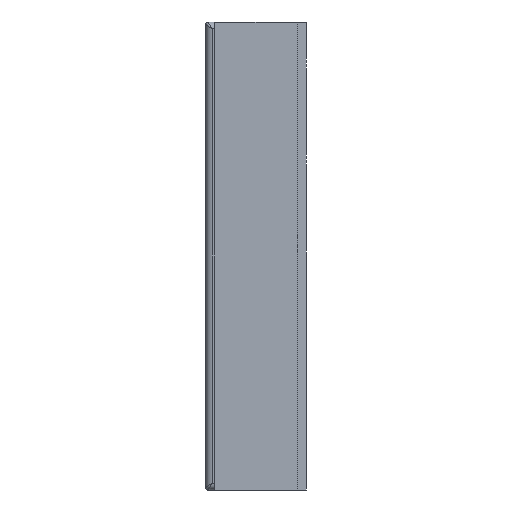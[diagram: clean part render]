
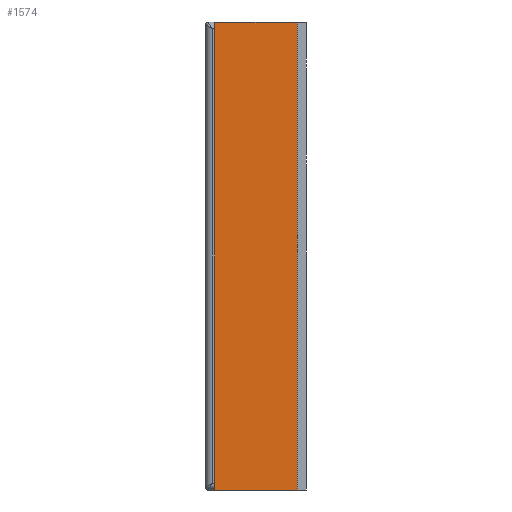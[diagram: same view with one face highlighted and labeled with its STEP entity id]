
A CAD part, front view. The second image highlights one B-rep face of the part: STEP entity #1574.
In plain terms, the highlighted planar face has unit normal (0, -1, 0).
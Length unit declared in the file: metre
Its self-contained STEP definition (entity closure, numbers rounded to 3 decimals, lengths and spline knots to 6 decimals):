
#112=LINE('',#2473,#223);
#129=LINE('',#2514,#240);
#184=LINE('',#2684,#295);
#185=LINE('',#2686,#296);
#223=VECTOR('',#1908,1.);
#240=VECTOR('',#1933,1.);
#295=VECTOR('',#2068,1.);
#296=VECTOR('',#2071,1.);
#445=ORIENTED_EDGE('',*,*,#847,.T.);
#446=ORIENTED_EDGE('',*,*,#930,.F.);
#447=ORIENTED_EDGE('',*,*,#827,.F.);
#448=ORIENTED_EDGE('',*,*,#929,.T.);
#827=EDGE_CURVE('',#1073,#1074,#112,.T.);
#847=EDGE_CURVE('',#1094,#1093,#129,.T.);
#929=EDGE_CURVE('',#1073,#1094,#184,.T.);
#930=EDGE_CURVE('',#1074,#1093,#185,.T.);
#1073=VERTEX_POINT('',#2472);
#1074=VERTEX_POINT('',#2474);
#1093=VERTEX_POINT('',#2513);
#1094=VERTEX_POINT('',#2515);
#1345=EDGE_LOOP('',(#445,#446,#447,#448));
#1447=FACE_BOUND('',#1345,.T.);
#1549=PLANE('',#1720);
#1574=ADVANCED_FACE('',(#1447),#1549,.F.);
#1720=AXIS2_PLACEMENT_3D('',#2685,#2069,#2070);
#1908=DIRECTION('',(1.,0.,0.));
#1933=DIRECTION('',(1.,0.,0.));
#2068=DIRECTION('',(0.,0.,-1.));
#2069=DIRECTION('',(0.,1.,0.));
#2070=DIRECTION('',(0.,0.,1.));
#2071=DIRECTION('',(0.,0.,-1.));
#2472=CARTESIAN_POINT('',(-0.017099,0.010944,0.102));
#2473=CARTESIAN_POINT('',(-0.008099,0.010944,0.102));
#2474=CARTESIAN_POINT('',(0.000901,0.010944,0.102));
#2513=CARTESIAN_POINT('',(0.000901,0.010944,0.));
#2514=CARTESIAN_POINT('',(-0.008099,0.010944,0.));
#2515=CARTESIAN_POINT('',(-0.017099,0.010944,0.));
#2684=CARTESIAN_POINT('',(-0.017099,0.010944,0.102));
#2685=CARTESIAN_POINT('',(-0.008099,0.010944,0.102));
#2686=CARTESIAN_POINT('',(0.000901,0.010944,0.102));
